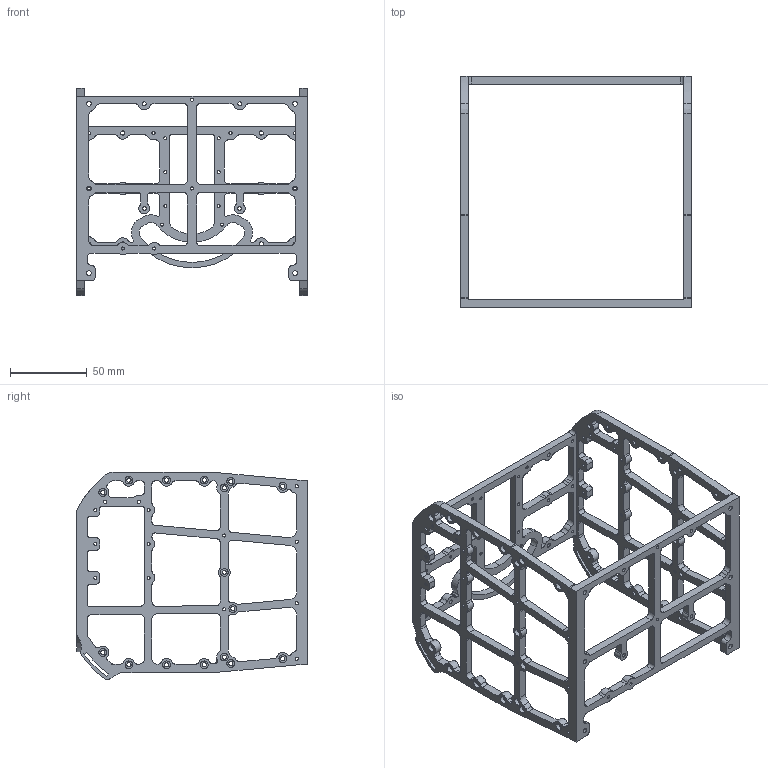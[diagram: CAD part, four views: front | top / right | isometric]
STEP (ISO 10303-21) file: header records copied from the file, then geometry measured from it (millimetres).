
FILE_DESCRIPTION (( 'STEP AP214' ), '1' );
FILE_NAME ('013_Trunk_Alu_RectangularTube_150x150x5_NimbroOP_v0.1.STEP', '2012-10-07T10:40:17', ( 'schreiber' ), ( '' ), 'SwSTEP 2.0', 'SolidWorks 2012', '' );
FILE_SCHEMA (( 'AUTOMOTIVE_DESIGN' ));
Length unit declared in the file: millimetre
Products named in the file (1): 013_Trunk_Alu_RectangularTube_150x150x5_NimbroOP_v0.1
Bounding box: 150 x 150 x 134.6 mm (x, y, z)
Volume: 95988.2 mm3; surface area: 72733.9 mm2
Topology: 1 solids, 1 shells, 921 faces, 2651 edges, 1766 vertices
Faces by surface type: cylinder 654, plane 242, bspline 25
Entity records: 34360 total; most frequent: CARTESIAN_POINT 8503, DIRECTION 5695, ORIENTED_EDGE 5302, EDGE_CURVE 2651, AXIS2_PLACEMENT_3D 2201, VERTEX_POINT 1766, CIRCLE 1304, LINE 1293
